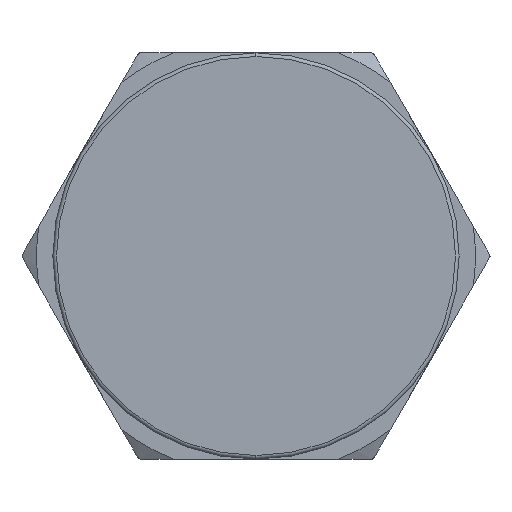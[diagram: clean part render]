
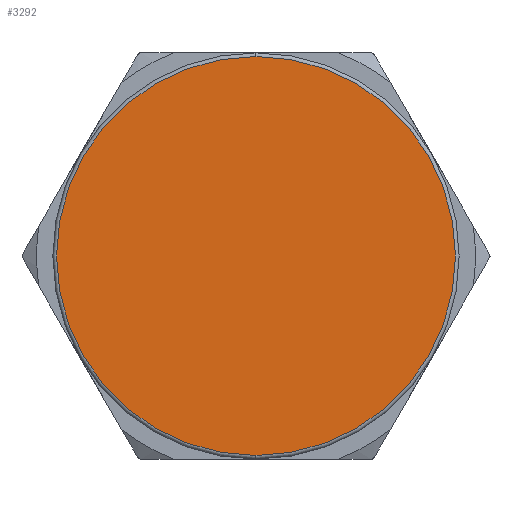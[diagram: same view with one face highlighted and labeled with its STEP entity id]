
A CAD part, left-side view. The second image highlights one B-rep face of the part: STEP entity #3292.
In plain terms, the highlighted planar face has unit normal (-1, 0, 0).
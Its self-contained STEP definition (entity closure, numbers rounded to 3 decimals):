
#233=CARTESIAN_POINT('',(-1.5,0.,0.));
#234=DIRECTION('',(-1.,0.,0.));
#235=DIRECTION('',(0.,0.,1.));
#236=AXIS2_PLACEMENT_3D('',#233,#234,#235);
#238=CARTESIAN_POINT('',(-1.5,0.,0.));
#239=DIRECTION('',(-1.,0.,0.));
#240=DIRECTION('',(0.,0.,-1.));
#241=AXIS2_PLACEMENT_3D('',#238,#239,#240);
#3120=CARTESIAN_POINT('',(-1.5,0.,10.9));
#3121=CARTESIAN_POINT('',(-1.5,0.,-10.9));
#3122=VERTEX_POINT('',#3120);
#3123=VERTEX_POINT('',#3121);
#3282=CARTESIAN_POINT('',(-1.5,0.,0.));
#3283=DIRECTION('',(1.,0.,0.));
#3284=DIRECTION('',(0.,1.,0.));
#3285=AXIS2_PLACEMENT_3D('',#3282,#3283,#3284);
#3286=PLANE('',#3285);
#3287=ORIENTED_EDGE('',*,*,#3272,.F.);
#3289=ORIENTED_EDGE('',*,*,#3288,.F.);
#3290=EDGE_LOOP('',(#3287,#3289));
#3291=FACE_OUTER_BOUND('',#3290,.F.);
#237=CIRCLE('',#236,10.9);
#242=CIRCLE('',#241,10.9);
#3272=EDGE_CURVE('',#3122,#3123,#237,.T.);
#3288=EDGE_CURVE('',#3123,#3122,#242,.T.);
#3292=ADVANCED_FACE('',(#3291),#3286,.F.);
